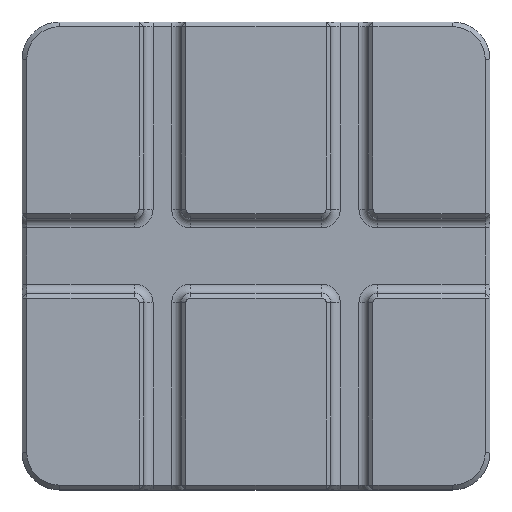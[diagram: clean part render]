
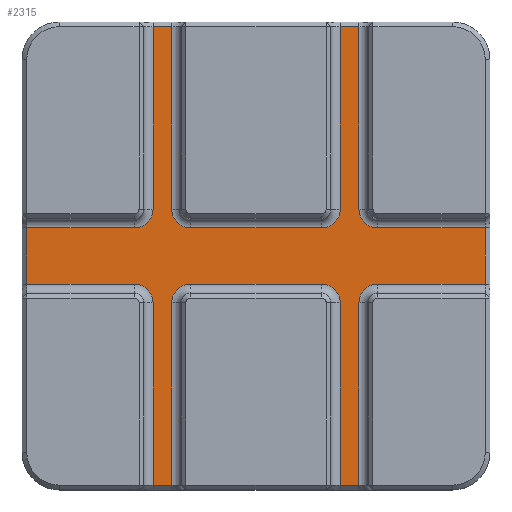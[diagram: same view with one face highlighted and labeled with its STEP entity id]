
A CAD part, top view. The second image highlights one B-rep face of the part: STEP entity #2315.
In plain terms, the highlighted planar face has unit normal (0, 0, 1).
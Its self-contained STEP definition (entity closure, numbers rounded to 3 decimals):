
#107=PLANE('',#2541);
#233=LINE('',#3619,#471);
#243=LINE('',#3646,#481);
#253=LINE('',#3673,#491);
#263=LINE('',#3700,#501);
#285=LINE('',#3757,#523);
#295=LINE('',#3784,#533);
#301=LINE('',#3800,#539);
#303=LINE('',#3807,#541);
#307=LINE('',#3818,#545);
#309=LINE('',#3825,#547);
#316=LINE('',#3844,#554);
#318=LINE('',#3851,#556);
#320=LINE('',#3859,#558);
#321=LINE('',#3863,#559);
#322=LINE('',#3865,#560);
#323=LINE('',#3868,#561);
#324=LINE('',#3870,#562);
#325=LINE('',#3874,#563);
#326=LINE('',#3877,#564);
#327=LINE('',#3879,#565);
#471=VECTOR('',#2881,10.);
#481=VECTOR('',#2909,10.);
#491=VECTOR('',#2937,10.);
#501=VECTOR('',#2965,10.);
#523=VECTOR('',#3025,10.);
#533=VECTOR('',#3053,10.);
#539=VECTOR('',#3071,10.);
#541=VECTOR('',#3079,10.);
#545=VECTOR('',#3093,10.);
#547=VECTOR('',#3101,10.);
#554=VECTOR('',#3124,10.);
#556=VECTOR('',#3132,10.);
#558=VECTOR('',#3142,10.);
#559=VECTOR('',#3147,10.);
#560=VECTOR('',#3148,10.);
#561=VECTOR('',#3151,10.);
#562=VECTOR('',#3152,10.);
#563=VECTOR('',#3155,10.);
#564=VECTOR('',#3158,10.);
#565=VECTOR('',#3159,10.);
#730=FACE_OUTER_BOUND('',#880,.T.);
#880=EDGE_LOOP('',(#1920,#1921,#1922,#1923,#1924,#1925,#1926,#1927,#1928,
#1929,#1930,#1931,#1932,#1933,#1934,#1935,#1936,#1937,#1938,#1939,#1940,
#1941,#1942,#1943,#1944,#1945,#1946,#1947));
#996=CIRCLE('',#2542,2.);
#997=CIRCLE('',#2543,2.);
#998=CIRCLE('',#2544,2.);
#999=CIRCLE('',#2545,2.);
#1000=CIRCLE('',#2546,2.);
#1001=CIRCLE('',#2547,2.);
#1002=CIRCLE('',#2548,2.);
#1003=CIRCLE('',#2549,2.);
#1110=VERTEX_POINT('',#3609);
#1112=VERTEX_POINT('',#3615);
#1118=VERTEX_POINT('',#3636);
#1120=VERTEX_POINT('',#3642);
#1126=VERTEX_POINT('',#3663);
#1128=VERTEX_POINT('',#3669);
#1134=VERTEX_POINT('',#3690);
#1136=VERTEX_POINT('',#3696);
#1150=VERTEX_POINT('',#3747);
#1152=VERTEX_POINT('',#3753);
#1158=VERTEX_POINT('',#3774);
#1160=VERTEX_POINT('',#3780);
#1165=VERTEX_POINT('',#3799);
#1167=VERTEX_POINT('',#3805);
#1169=VERTEX_POINT('',#3817);
#1171=VERTEX_POINT('',#3823);
#1175=VERTEX_POINT('',#3843);
#1177=VERTEX_POINT('',#3849);
#1178=VERTEX_POINT('',#3856);
#1179=VERTEX_POINT('',#3858);
#1180=VERTEX_POINT('',#3861);
#1181=VERTEX_POINT('',#3864);
#1182=VERTEX_POINT('',#3866);
#1183=VERTEX_POINT('',#3869);
#1184=VERTEX_POINT('',#3871);
#1185=VERTEX_POINT('',#3873);
#1186=VERTEX_POINT('',#3875);
#1187=VERTEX_POINT('',#3878);
#1343=EDGE_CURVE('',#1110,#1112,#233,.T.);
#1357=EDGE_CURVE('',#1118,#1120,#243,.T.);
#1371=EDGE_CURVE('',#1126,#1128,#253,.T.);
#1385=EDGE_CURVE('',#1134,#1136,#263,.T.);
#1415=EDGE_CURVE('',#1150,#1152,#285,.T.);
#1429=EDGE_CURVE('',#1158,#1160,#295,.T.);
#1437=EDGE_CURVE('',#1152,#1165,#301,.T.);
#1441=EDGE_CURVE('',#1167,#1150,#303,.T.);
#1446=EDGE_CURVE('',#1128,#1169,#307,.T.);
#1450=EDGE_CURVE('',#1171,#1126,#309,.T.);
#1459=EDGE_CURVE('',#1112,#1175,#316,.T.);
#1463=EDGE_CURVE('',#1177,#1110,#318,.T.);
#1465=EDGE_CURVE('',#1169,#1167,#996,.T.);
#1466=EDGE_CURVE('',#1178,#1171,#997,.T.);
#1467=EDGE_CURVE('',#1179,#1178,#320,.T.);
#1468=EDGE_CURVE('',#1175,#1179,#998,.T.);
#1469=EDGE_CURVE('',#1180,#1177,#999,.T.);
#1470=EDGE_CURVE('',#1120,#1180,#321,.T.);
#1471=EDGE_CURVE('',#1181,#1118,#322,.T.);
#1472=EDGE_CURVE('',#1182,#1181,#1000,.T.);
#1473=EDGE_CURVE('',#1136,#1182,#323,.T.);
#1474=EDGE_CURVE('',#1183,#1134,#324,.T.);
#1475=EDGE_CURVE('',#1184,#1183,#1001,.T.);
#1476=EDGE_CURVE('',#1185,#1184,#325,.T.);
#1477=EDGE_CURVE('',#1186,#1185,#1002,.T.);
#1478=EDGE_CURVE('',#1160,#1186,#326,.T.);
#1479=EDGE_CURVE('',#1187,#1158,#327,.T.);
#1480=EDGE_CURVE('',#1165,#1187,#1003,.T.);
#1920=ORIENTED_EDGE('',*,*,#1415,.F.);
#1921=ORIENTED_EDGE('',*,*,#1441,.F.);
#1922=ORIENTED_EDGE('',*,*,#1465,.F.);
#1923=ORIENTED_EDGE('',*,*,#1446,.F.);
#1924=ORIENTED_EDGE('',*,*,#1371,.F.);
#1925=ORIENTED_EDGE('',*,*,#1450,.F.);
#1926=ORIENTED_EDGE('',*,*,#1466,.F.);
#1927=ORIENTED_EDGE('',*,*,#1467,.F.);
#1928=ORIENTED_EDGE('',*,*,#1468,.F.);
#1929=ORIENTED_EDGE('',*,*,#1459,.F.);
#1930=ORIENTED_EDGE('',*,*,#1343,.F.);
#1931=ORIENTED_EDGE('',*,*,#1463,.F.);
#1932=ORIENTED_EDGE('',*,*,#1469,.F.);
#1933=ORIENTED_EDGE('',*,*,#1470,.F.);
#1934=ORIENTED_EDGE('',*,*,#1357,.F.);
#1935=ORIENTED_EDGE('',*,*,#1471,.F.);
#1936=ORIENTED_EDGE('',*,*,#1472,.F.);
#1937=ORIENTED_EDGE('',*,*,#1473,.F.);
#1938=ORIENTED_EDGE('',*,*,#1385,.F.);
#1939=ORIENTED_EDGE('',*,*,#1474,.F.);
#1940=ORIENTED_EDGE('',*,*,#1475,.F.);
#1941=ORIENTED_EDGE('',*,*,#1476,.F.);
#1942=ORIENTED_EDGE('',*,*,#1477,.F.);
#1943=ORIENTED_EDGE('',*,*,#1478,.F.);
#1944=ORIENTED_EDGE('',*,*,#1429,.F.);
#1945=ORIENTED_EDGE('',*,*,#1479,.F.);
#1946=ORIENTED_EDGE('',*,*,#1480,.F.);
#1947=ORIENTED_EDGE('',*,*,#1437,.F.);
#2315=ADVANCED_FACE('',(#730),#107,.T.);
#2541=AXIS2_PLACEMENT_3D('',#3854,#3136,#3137);
#2542=AXIS2_PLACEMENT_3D('',#3855,#3138,#3139);
#2543=AXIS2_PLACEMENT_3D('',#3857,#3140,#3141);
#2544=AXIS2_PLACEMENT_3D('',#3860,#3143,#3144);
#2545=AXIS2_PLACEMENT_3D('',#3862,#3145,#3146);
#2546=AXIS2_PLACEMENT_3D('',#3867,#3149,#3150);
#2547=AXIS2_PLACEMENT_3D('',#3872,#3153,#3154);
#2548=AXIS2_PLACEMENT_3D('',#3876,#3156,#3157);
#2549=AXIS2_PLACEMENT_3D('',#3880,#3160,#3161);
#2881=DIRECTION('',(1.,0.,0.));
#2909=DIRECTION('',(0.,1.,0.));
#2937=DIRECTION('',(1.,0.,0.));
#2965=DIRECTION('',(-1.,0.,0.));
#3025=DIRECTION('',(0.,-1.,0.));
#3053=DIRECTION('',(-1.,0.,0.));
#3071=DIRECTION('',(-1.,0.,0.));
#3079=DIRECTION('',(1.,0.,0.));
#3093=DIRECTION('',(0.,-1.,0.));
#3101=DIRECTION('',(0.,1.,0.));
#3124=DIRECTION('',(0.,-1.,0.));
#3132=DIRECTION('',(0.,1.,0.));
#3136=DIRECTION('center_axis',(0.,0.,1.));
#3137=DIRECTION('ref_axis',(1.,0.,0.));
#3138=DIRECTION('center_axis',(0.,0.,1.));
#3139=DIRECTION('ref_axis',(-0.707,-0.707,0.));
#3140=DIRECTION('center_axis',(0.,0.,1.));
#3141=DIRECTION('ref_axis',(0.707,-0.707,0.));
#3142=DIRECTION('',(1.,0.,0.));
#3143=DIRECTION('center_axis',(0.,0.,1.));
#3144=DIRECTION('ref_axis',(-0.707,-0.707,0.));
#3145=DIRECTION('center_axis',(0.,0.,1.));
#3146=DIRECTION('ref_axis',(0.707,-0.707,0.));
#3147=DIRECTION('',(1.,0.,0.));
#3148=DIRECTION('',(-1.,0.,0.));
#3149=DIRECTION('center_axis',(0.,0.,1.));
#3150=DIRECTION('ref_axis',(0.707,0.707,0.));
#3151=DIRECTION('',(0.,1.,0.));
#3152=DIRECTION('',(0.,-1.,0.));
#3153=DIRECTION('center_axis',(0.,0.,1.));
#3154=DIRECTION('ref_axis',(-0.707,0.707,0.));
#3155=DIRECTION('',(-1.,0.,0.));
#3156=DIRECTION('center_axis',(0.,0.,1.));
#3157=DIRECTION('ref_axis',(0.707,0.707,0.));
#3158=DIRECTION('',(0.,1.,0.));
#3159=DIRECTION('',(0.,-1.,0.));
#3160=DIRECTION('center_axis',(0.,0.,1.));
#3161=DIRECTION('ref_axis',(-0.707,0.707,0.));
#3609=CARTESIAN_POINT('',(-11.,24.5,0.));
#3615=CARTESIAN_POINT('',(-9.,24.5,0.));
#3619=CARTESIAN_POINT('',(12.5,24.5,0.));
#3636=CARTESIAN_POINT('',(-24.5,-3.,0.));
#3642=CARTESIAN_POINT('',(-24.5,3.,0.));
#3646=CARTESIAN_POINT('',(-24.5,12.5,0.));
#3663=CARTESIAN_POINT('',(9.,24.5,0.));
#3669=CARTESIAN_POINT('',(11.,24.5,0.));
#3673=CARTESIAN_POINT('',(12.5,24.5,0.));
#3690=CARTESIAN_POINT('',(-9.,-24.5,0.));
#3696=CARTESIAN_POINT('',(-11.,-24.5,0.));
#3700=CARTESIAN_POINT('',(-12.5,-24.5,0.));
#3747=CARTESIAN_POINT('',(24.5,3.,0.));
#3753=CARTESIAN_POINT('',(24.5,-3.,0.));
#3757=CARTESIAN_POINT('',(24.5,-12.5,0.));
#3774=CARTESIAN_POINT('',(11.,-24.5,0.));
#3780=CARTESIAN_POINT('',(9.,-24.5,0.));
#3784=CARTESIAN_POINT('',(-12.5,-24.5,0.));
#3799=CARTESIAN_POINT('',(13.,-3.,0.));
#3800=CARTESIAN_POINT('',(6.,-3.,0.));
#3805=CARTESIAN_POINT('',(13.,3.,0.));
#3807=CARTESIAN_POINT('',(12.5,3.,0.));
#3817=CARTESIAN_POINT('',(11.,5.,0.));
#3818=CARTESIAN_POINT('',(11.,2.,0.));
#3823=CARTESIAN_POINT('',(9.,5.,0.));
#3825=CARTESIAN_POINT('',(9.,12.5,0.));
#3843=CARTESIAN_POINT('',(-9.,5.,0.));
#3844=CARTESIAN_POINT('',(-9.,2.,0.));
#3849=CARTESIAN_POINT('',(-11.,5.,0.));
#3851=CARTESIAN_POINT('',(-11.,12.5,0.));
#3854=CARTESIAN_POINT('Origin',(0.,0.,0.));
#3855=CARTESIAN_POINT('Origin',(13.,5.,0.));
#3856=CARTESIAN_POINT('',(7.,3.,0.));
#3857=CARTESIAN_POINT('Origin',(7.,5.,0.));
#3858=CARTESIAN_POINT('',(-7.,3.,0.));
#3859=CARTESIAN_POINT('',(4.,3.,0.));
#3860=CARTESIAN_POINT('Origin',(-7.,5.,0.));
#3861=CARTESIAN_POINT('',(-13.,3.,0.));
#3862=CARTESIAN_POINT('Origin',(-13.,5.,0.));
#3863=CARTESIAN_POINT('',(-6.,3.,0.));
#3864=CARTESIAN_POINT('',(-13.,-3.,0.));
#3865=CARTESIAN_POINT('',(-12.5,-3.,0.));
#3866=CARTESIAN_POINT('',(-11.,-5.,0.));
#3867=CARTESIAN_POINT('Origin',(-13.,-5.,0.));
#3868=CARTESIAN_POINT('',(-11.,-2.,0.));
#3869=CARTESIAN_POINT('',(-9.,-5.,0.));
#3870=CARTESIAN_POINT('',(-9.,-12.5,0.));
#3871=CARTESIAN_POINT('',(-7.,-3.,0.));
#3872=CARTESIAN_POINT('Origin',(-7.,-5.,0.));
#3873=CARTESIAN_POINT('',(7.,-3.,0.));
#3874=CARTESIAN_POINT('',(-4.,-3.,0.));
#3875=CARTESIAN_POINT('',(9.,-5.,0.));
#3876=CARTESIAN_POINT('Origin',(7.,-5.,0.));
#3877=CARTESIAN_POINT('',(9.,-2.,0.));
#3878=CARTESIAN_POINT('',(11.,-5.,0.));
#3879=CARTESIAN_POINT('',(11.,-12.5,0.));
#3880=CARTESIAN_POINT('Origin',(13.,-5.,0.));
